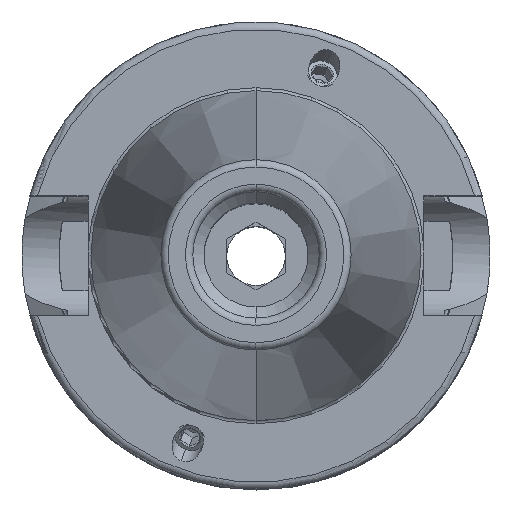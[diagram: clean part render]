
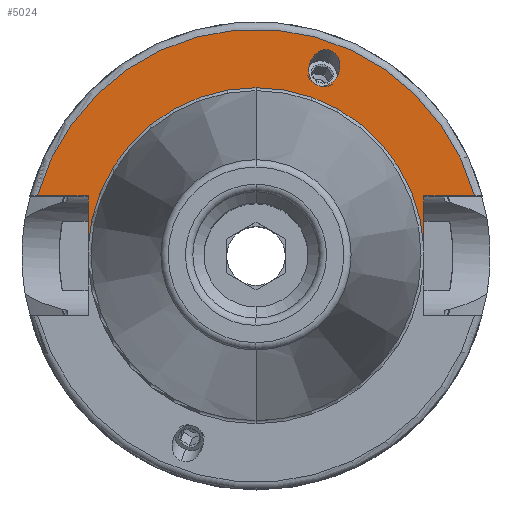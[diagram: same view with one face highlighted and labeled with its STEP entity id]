
A CAD part, top view. The second image highlights one B-rep face of the part: STEP entity #5024.
In plain terms, the highlighted planar face has unit normal (0, 0, 1).
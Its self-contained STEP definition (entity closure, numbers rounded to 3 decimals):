
#1701=CARTESIAN_POINT('',(0,0,25));
#1702=DIRECTION('',(0,0,-1));
#1703=DIRECTION('',(0,1,0));
#1704=AXIS2_PLACEMENT_3D('',#1701,#1702,#1703);
#1790=DIRECTION('',(0,1,0));
#1791=VECTOR('',#1790,6.987);
#1792=CARTESIAN_POINT('',(-22.6,1.063,25));
#1793=LINE('',#1792,#1791);
#1794=DIRECTION('',(1,0,0));
#1795=VECTOR('',#1794,6.818);
#1796=CARTESIAN_POINT('',(-29.418,8.05,25));
#1797=LINE('',#1796,#1795);
#1798=DIRECTION('',(-1,0,0));
#1799=VECTOR('',#1798,6.818);
#1800=CARTESIAN_POINT('',(29.418,8.05,25));
#1801=LINE('',#1800,#1799);
#1802=DIRECTION('',(0,-1,0));
#1803=VECTOR('',#1802,6.987);
#1804=CARTESIAN_POINT('',(22.6,8.05,25));
#1805=LINE('',#1804,#1803);
#1806=CARTESIAN_POINT('',(10.056,27.629,25));
#1807=CARTESIAN_POINT('',(10.283,27.547,25));
#1808=CARTESIAN_POINT('',(10.737,27.268,25));
#1809=CARTESIAN_POINT('',(11.226,26.479,25));
#1810=CARTESIAN_POINT('',(11.341,25.65,25));
#1811=CARTESIAN_POINT('',(11.261,25.009,25));
#1812=CARTESIAN_POINT('',(11.137,24.573,25));
#1813=CARTESIAN_POINT('',(10.952,24.159,25));
#1814=CARTESIAN_POINT('',(10.601,23.617,25));
#1815=CARTESIAN_POINT('',(9.98,23.055,25));
#1816=CARTESIAN_POINT('',(9.098,22.765,25));
#1817=CARTESIAN_POINT('',(8.571,22.843,25));
#1818=CARTESIAN_POINT('',(8.344,22.926,25));
#1820=CARTESIAN_POINT('',(8.344,22.926,25));
#1821=CARTESIAN_POINT('',(8.117,23.009,25));
#1822=CARTESIAN_POINT('',(7.663,23.288,25));
#1823=CARTESIAN_POINT('',(7.174,24.076,25));
#1824=CARTESIAN_POINT('',(7.06,24.906,25));
#1825=CARTESIAN_POINT('',(7.14,25.547,25));
#1826=CARTESIAN_POINT('',(7.264,25.983,25));
#1827=CARTESIAN_POINT('',(7.449,26.396,25));
#1828=CARTESIAN_POINT('',(7.8,26.939,25));
#1829=CARTESIAN_POINT('',(8.421,27.5,25));
#1830=CARTESIAN_POINT('',(9.302,27.79,25));
#1831=CARTESIAN_POINT('',(9.829,27.712,25));
#1832=CARTESIAN_POINT('',(10.056,27.629,25));
#1868=CARTESIAN_POINT('',(0,0,25));
#1869=DIRECTION('',(0,0,1));
#1870=DIRECTION('',(0,1,0));
#1871=AXIS2_PLACEMENT_3D('',#1868,#1869,#1870);
#1922=CARTESIAN_POINT('',(0,0,25));
#1923=DIRECTION('',(0,0,1));
#1924=DIRECTION('',(0.965,0.264,0));
#1925=AXIS2_PLACEMENT_3D('',#1922,#1923,#1924);
#2566=CARTESIAN_POINT('',(-22.6,1.063,25));
#2567=CARTESIAN_POINT('',(-22.6,8.05,25));
#2568=VERTEX_POINT('',#2566);
#2569=VERTEX_POINT('',#2567);
#2570=CARTESIAN_POINT('',(-29.418,8.05,25));
#2571=VERTEX_POINT('',#2570);
#2572=CARTESIAN_POINT('',(22.6,8.05,25));
#2573=CARTESIAN_POINT('',(22.6,1.063,25));
#2574=VERTEX_POINT('',#2572);
#2575=VERTEX_POINT('',#2573);
#2582=CARTESIAN_POINT('',(29.418,8.05,25));
#2583=VERTEX_POINT('',#2582);
#2630=CARTESIAN_POINT('',(0,22.625,25));
#2632=VERTEX_POINT('',#2630);
#2648=VERTEX_POINT('',#1806);
#2649=VERTEX_POINT('',#1818);
#5002=CARTESIAN_POINT('',(0,0,25));
#5003=DIRECTION('',(0,0,-1));
#5004=DIRECTION('',(0,-1,0));
#5005=AXIS2_PLACEMENT_3D('',#5002,#5003,#5004);
#5006=PLANE('',#5005);
#5007=ORIENTED_EDGE('',*,*,#3465,.T.);
#5008=ORIENTED_EDGE('',*,*,#3493,.F.);
#5010=ORIENTED_EDGE('',*,*,#5009,.F.);
#5011=ORIENTED_EDGE('',*,*,#3539,.T.);
#5012=ORIENTED_EDGE('',*,*,#4904,.T.);
#5013=ORIENTED_EDGE('',*,*,#4887,.F.);
#5015=ORIENTED_EDGE('',*,*,#5014,.T.);
#5016=EDGE_LOOP('',(#5007,#5008,#5010,#5011,#5012,#5013,#5015));
#5017=FACE_OUTER_BOUND('',#5016,.F.);
#5019=ORIENTED_EDGE('',*,*,#5018,.F.);
#5021=ORIENTED_EDGE('',*,*,#5020,.F.);
#5022=EDGE_LOOP('',(#5019,#5021));
#5023=FACE_BOUND('',#5022,.F.);
#5024=ADVANCED_FACE('',(#5017,#5023),#5006,.F.);
#1705=CIRCLE('',#1704,22.625);
#1819=B_SPLINE_CURVE_WITH_KNOTS('',3,(#1806,#1807,#1808,#1809,#1810,#1811,#1812,
#1813,#1814,#1815,#1816,#1817,#1818),.UNSPECIFIED.,.F.,.F.,(4,1,1,1,1,1,1,1,1,1,
4),(0,0.125,0.25,0.375,0.438,0.5,0.563,0.625,0.75,0.875,
1.0),.UNSPECIFIED.);
#1833=B_SPLINE_CURVE_WITH_KNOTS('',3,(#1820,#1821,#1822,#1823,#1824,#1825,#1826,
#1827,#1828,#1829,#1830,#1831,#1832),.UNSPECIFIED.,.F.,.F.,(4,1,1,1,1,1,1,1,1,1,
4),(0,0.125,0.25,0.375,0.438,0.5,0.563,0.625,0.75,0.875,
1.0),.UNSPECIFIED.);
#1872=CIRCLE('',#1871,22.625);
#1926=CIRCLE('',#1925,30.5);
#3465=EDGE_CURVE('',#2568,#2569,#1793,.T.);
#3493=EDGE_CURVE('',#2571,#2569,#1797,.T.);
#3539=EDGE_CURVE('',#2583,#2574,#1801,.T.);
#4887=EDGE_CURVE('',#2632,#2575,#1705,.T.);
#4904=EDGE_CURVE('',#2574,#2575,#1805,.T.);
#5009=EDGE_CURVE('',#2583,#2571,#1926,.T.);
#5014=EDGE_CURVE('',#2632,#2568,#1872,.T.);
#5018=EDGE_CURVE('',#2648,#2649,#1819,.T.);
#5020=EDGE_CURVE('',#2649,#2648,#1833,.T.);
